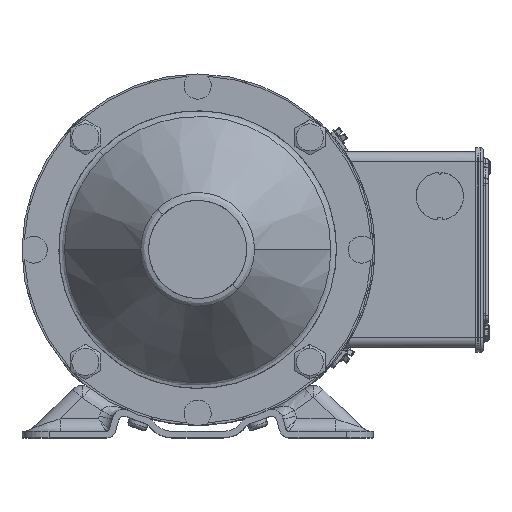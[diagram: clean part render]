
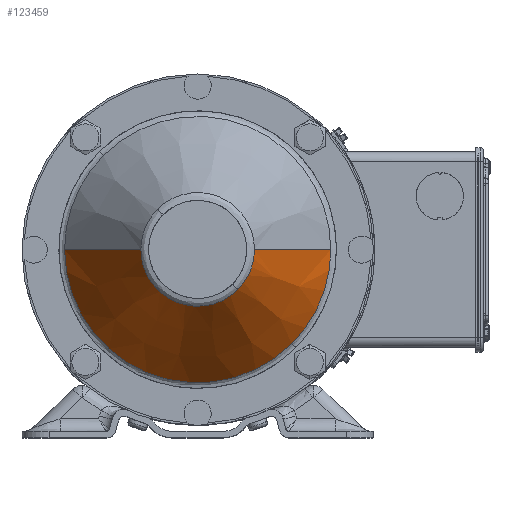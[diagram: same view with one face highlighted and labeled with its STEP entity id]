
A CAD part, top view. The second image highlights one B-rep face of the part: STEP entity #123459.
In plain terms, the highlighted conical face has half-angle 33.547 degrees and reference radius 62.558 mm.
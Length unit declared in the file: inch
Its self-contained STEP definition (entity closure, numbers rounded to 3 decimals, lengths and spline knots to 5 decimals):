
#74 = DIRECTION ( 'NONE',  ( 0.553, 0., -0.833 ) ) ;
#555 = DIRECTION ( 'NONE',  ( 0., 0., 1. ) ) ;
#2385 = CARTESIAN_POINT ( 'NONE',  ( -0.00013, -0.00013, 11.27628 ) ) ;
#2699 = CARTESIAN_POINT ( 'NONE',  ( -1.05139, -0.00013, 13.40525 ) ) ;
#3751 = ORIENTED_EDGE ( 'NONE', *, *, #117452, .T. ) ;
#4040 = CARTESIAN_POINT ( 'NONE',  ( 0.74323, -0.74348, 13.40525 ) ) ;
#4666 = DIRECTION ( 'NONE',  ( 0., 0., -1. ) ) ;
#8968 = CARTESIAN_POINT ( 'NONE',  ( -2.46305, -0.00013, 11.27628 ) ) ;
#9388 = EDGE_LOOP ( 'NONE', ( #133660, #132610, #24826, #69824, #58617, #3751 ) ) ;
#11526 = CARTESIAN_POINT ( 'NONE',  ( 2.46279, -0.00013, 11.27628 ) ) ;
#15568 = EDGE_CURVE ( 'NONE', #28720, #49472, #55726, .T. ) ;
#17505 = CONICAL_SURFACE ( 'NONE', #91335, 2.46292, 0.586 ) ;
#17721 = CIRCLE ( 'NONE', #129435, 2.46292 ) ;
#23911 = DIRECTION ( 'NONE',  ( 0., 0., -1. ) ) ;
#24826 = ORIENTED_EDGE ( 'NONE', *, *, #15568, .T. ) ;
#25003 = DIRECTION ( 'NONE',  ( 0., 0., 1. ) ) ;
#26677 = EDGE_CURVE ( 'NONE', #137458, #28720, #68914, .T. ) ;
#27144 = DIRECTION ( 'NONE',  ( 0., 0., -1. ) ) ;
#27755 = EDGE_CURVE ( 'NONE', #93025, #38271, #17721, .T. ) ;
#28720 = VERTEX_POINT ( 'NONE', #4040 ) ;
#32391 = AXIS2_PLACEMENT_3D ( 'NONE', #124659, #23911, #35715 ) ;
#35715 = DIRECTION ( 'NONE',  ( -0.707, 0.707, 0. ) ) ;
#38271 = VERTEX_POINT ( 'NONE', #68037 ) ;
#43844 = CARTESIAN_POINT ( 'NONE',  ( 2.46279, -0.00013, 11.27628 ) ) ;
#49472 = VERTEX_POINT ( 'NONE', #2699 ) ;
#51008 = CARTESIAN_POINT ( 'NONE',  ( 1.05113, -0.00013, 13.40525 ) ) ;
#53855 = AXIS2_PLACEMENT_3D ( 'NONE', #69884, #27144, #82133 ) ;
#54464 = FACE_OUTER_BOUND ( 'NONE', #9388, .T. ) ;
#55092 = DIRECTION ( 'NONE',  ( -0.707, 0.707, 0. ) ) ;
#55726 = CIRCLE ( 'NONE', #53855, 1.05126 ) ;
#58617 = ORIENTED_EDGE ( 'NONE', *, *, #27755, .T. ) ;
#60187 = CARTESIAN_POINT ( 'NONE',  ( -2.46305, -0.00013, 11.27628 ) ) ;
#66875 = CARTESIAN_POINT ( 'NONE',  ( -0.00013, -0.00013, 11.27628 ) ) ;
#68037 = CARTESIAN_POINT ( 'NONE',  ( 1.74142, -1.74167, 11.27628 ) ) ;
#68914 = CIRCLE ( 'NONE', #32391, 1.05126 ) ;
#69824 = ORIENTED_EDGE ( 'NONE', *, *, #73964, .T. ) ;
#69884 = CARTESIAN_POINT ( 'NONE',  ( -0.00013, -0.00013, 13.40525 ) ) ;
#73964 = EDGE_CURVE ( 'NONE', #49472, #93025, #109280, .T. ) ;
#75337 = CIRCLE ( 'NONE', #81413, 2.46292 ) ;
#81005 = DIRECTION ( 'NONE',  ( -0.707, 0.707, 0. ) ) ;
#81413 = AXIS2_PLACEMENT_3D ( 'NONE', #66875, #555, #55092 ) ;
#82133 = DIRECTION ( 'NONE',  ( -0.707, 0.707, 0. ) ) ;
#83781 = CARTESIAN_POINT ( 'NONE',  ( -0.00013, -0.00013, 11.27628 ) ) ;
#86477 = VECTOR ( 'NONE', #143701, 39.37008 ) ;
#91335 = AXIS2_PLACEMENT_3D ( 'NONE', #83781, #4666, #96030 ) ;
#93025 = VERTEX_POINT ( 'NONE', #60187 ) ;
#96030 = DIRECTION ( 'NONE',  ( -1., 0., 0. ) ) ;
#96493 = LINE ( 'NONE', #43844, #133517 ) ;
#109280 = LINE ( 'NONE', #8968, #86477 ) ;
#110369 = EDGE_CURVE ( 'NONE', #137458, #127666, #96493, .T. ) ;
#117452 = EDGE_CURVE ( 'NONE', #38271, #127666, #75337, .T. ) ;
#123459 = ADVANCED_FACE ( 'NONE', ( #54464 ), #17505, .T. ) ;
#124659 = CARTESIAN_POINT ( 'NONE',  ( -0.00013, -0.00013, 13.40525 ) ) ;
#127666 = VERTEX_POINT ( 'NONE', #11526 ) ;
#129435 = AXIS2_PLACEMENT_3D ( 'NONE', #2385, #25003, #81005 ) ;
#132610 = ORIENTED_EDGE ( 'NONE', *, *, #26677, .T. ) ;
#133517 = VECTOR ( 'NONE', #74, 39.37008 ) ;
#133660 = ORIENTED_EDGE ( 'NONE', *, *, #110369, .F. ) ;
#137458 = VERTEX_POINT ( 'NONE', #51008 ) ;
#143701 = DIRECTION ( 'NONE',  ( -0.553, 0., -0.833 ) ) ;
